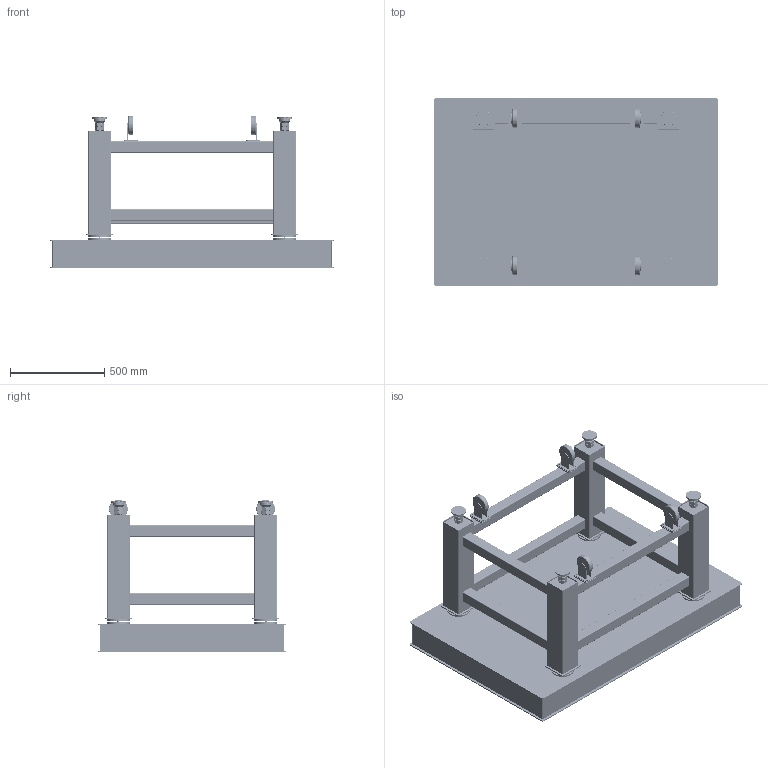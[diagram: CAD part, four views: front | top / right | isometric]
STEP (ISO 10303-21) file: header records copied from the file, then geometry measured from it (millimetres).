
FILE_DESCRIPTION (( 'STEP AP203' ), '1' );
FILE_NAME ('516155.STEP', '2024-04-28T07:13:57', ( '' ), ( '' ), 'SwSTEP 2.0', 'SolidWorks 2020', '' );
FILE_SCHEMA (( 'CONFIG_CONTROL_DESIGN' ));
Products named in the file (1): 516155
Bounding box: 1500 x 1000 x 808 mm (x, y, z)
Volume: 225849229.6 mm3; surface area: 12743241.5 mm2
Topology: 62 solids, 62 shells, 7653 faces, 15760 edges, 10460 vertices
Faces by surface type: cylinder 4768, plane 2693, cone 160, bspline 32
Entity records: 209169 total; most frequent: DIRECTION 40232, CARTESIAN_POINT 37118, ORIENTED_EDGE 31520, AXIS2_PLACEMENT_3D 17270, EDGE_CURVE 15760, VERTEX_POINT 10460, EDGE_LOOP 10010, CIRCLE 9648
